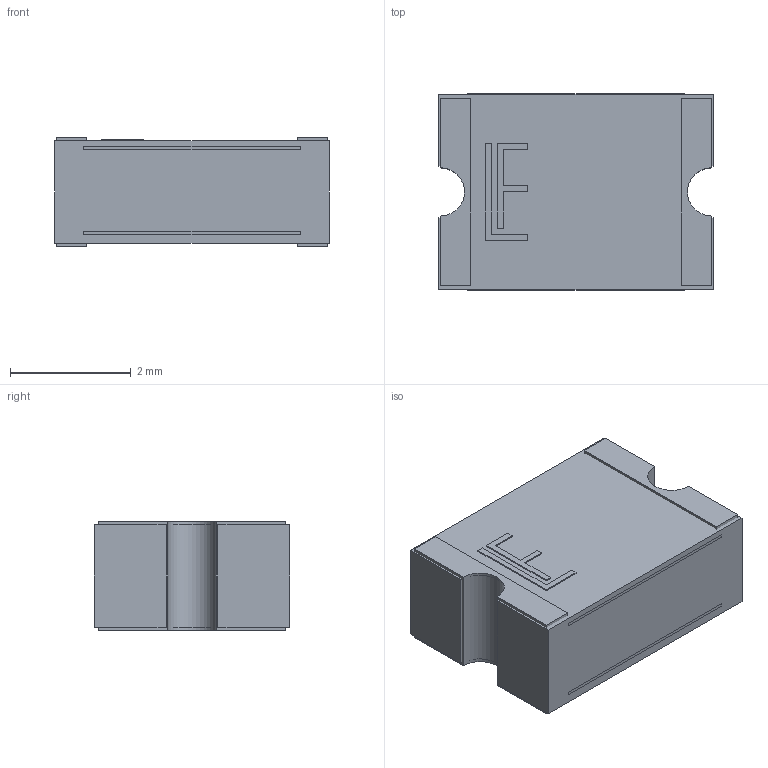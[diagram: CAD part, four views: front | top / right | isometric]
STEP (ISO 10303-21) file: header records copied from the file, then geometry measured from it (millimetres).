
FILE_DESCRIPTION(('FreeCAD Model'),'2;1');
FILE_NAME('373781.1.1.stp','2021-04-28T11:23:44',( 'Author'),(''),'Open CASCADE STEP processor 6.9','FreeCAD','Unknown' );
FILE_SCHEMA(('AUTOMOTIVE_DESIGN { 1 0 10303 214 1 1 1 1 }'));
Length unit declared in the file: millimetre
Products named in the file (5): ASSEMBLY; Body; Intersect; Terminal; solidWriting
Assembly tree (4 placements, depth 2):
  ASSEMBLY
    Body
    Intersect
    Terminal
    solidWriting
Bounding box: 4.55 x 3.25 x 1.8 mm (x, y, z)
Surface area: 138.5 mm2
Topology: 7 solids, 7 shells, 58 faces, 132 edges, 88 vertices
Faces by surface type: plane 54, cylinder 4
Entity records: 3479 total; most frequent: CARTESIAN_POINT 583, DIRECTION 524, LINE 380, VECTOR 380, ORIENTED_EDGE 264, PCURVE 264, DEFINITIONAL_REPRESENTATION 264, EDGE_CURVE 132
